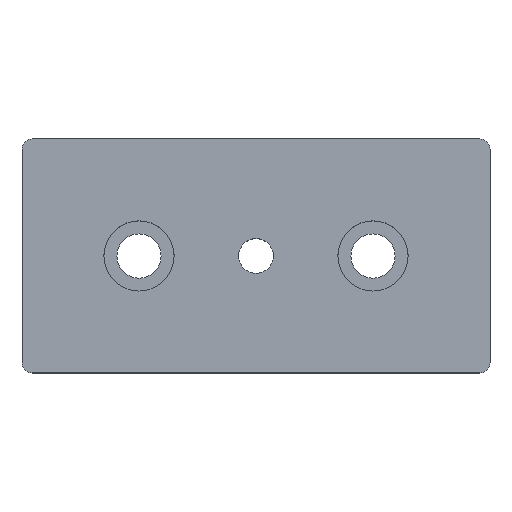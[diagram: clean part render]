
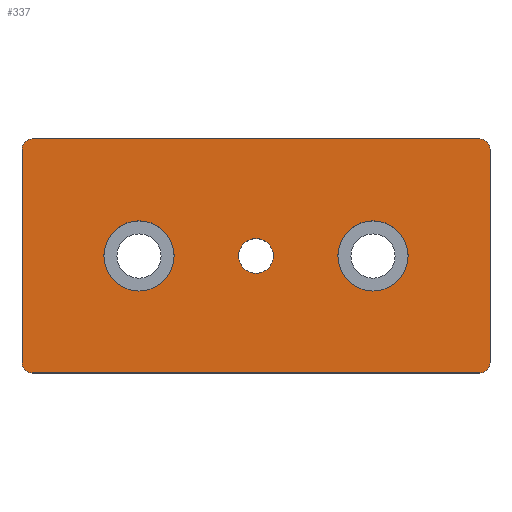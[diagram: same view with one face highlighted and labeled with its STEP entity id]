
A CAD part, top view. The second image highlights one B-rep face of the part: STEP entity #337.
In plain terms, the highlighted planar face has unit normal (0, 0, 1).
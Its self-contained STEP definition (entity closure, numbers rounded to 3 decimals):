
#21=FACE_BOUND('',#71,.T.);
#22=FACE_BOUND('',#72,.T.);
#23=FACE_BOUND('',#73,.T.);
#31=PLANE('',#399);
#48=FACE_OUTER_BOUND('',#70,.T.);
#70=EDGE_LOOP('',(#298,#299,#300,#301,#302,#303,#304,#305));
#71=EDGE_LOOP('',(#306,#307));
#72=EDGE_LOOP('',(#308,#309));
#73=EDGE_LOOP('',(#310,#311));
#85=LINE('',#579,#106);
#91=LINE('',#594,#112);
#93=LINE('',#600,#114);
#94=LINE('',#602,#115);
#106=VECTOR('',#477,10.);
#112=VECTOR('',#493,10.);
#114=VECTOR('',#501,10.);
#115=VECTOR('',#504,10.);
#116=CIRCLE('',#359,3.324);
#117=CIRCLE('',#360,3.324);
#122=CIRCLE('',#367,6.75);
#123=CIRCLE('',#368,6.75);
#129=CIRCLE('',#377,6.75);
#130=CIRCLE('',#378,6.75);
#133=CIRCLE('',#383,2.);
#138=CIRCLE('',#391,2.);
#139=CIRCLE('',#393,2.);
#140=CIRCLE('',#396,2.);
#141=VERTEX_POINT('',#509);
#142=VERTEX_POINT('',#510);
#147=VERTEX_POINT('',#524);
#148=VERTEX_POINT('',#525);
#154=VERTEX_POINT('',#543);
#155=VERTEX_POINT('',#544);
#158=VERTEX_POINT('',#555);
#159=VERTEX_POINT('',#556);
#168=VERTEX_POINT('',#578);
#169=VERTEX_POINT('',#582);
#170=VERTEX_POINT('',#586);
#171=VERTEX_POINT('',#587);
#172=VERTEX_POINT('',#592);
#173=VERTEX_POINT('',#596);
#174=EDGE_CURVE('',#141,#142,#116,.T.);
#175=EDGE_CURVE('',#142,#141,#117,.T.);
#181=EDGE_CURVE('',#147,#148,#122,.T.);
#182=EDGE_CURVE('',#148,#147,#123,.T.);
#190=EDGE_CURVE('',#154,#155,#129,.T.);
#191=EDGE_CURVE('',#155,#154,#130,.T.);
#196=EDGE_CURVE('',#158,#159,#133,.T.);
#207=EDGE_CURVE('',#168,#159,#85,.T.);
#209=EDGE_CURVE('',#168,#169,#138,.T.);
#211=EDGE_CURVE('',#170,#171,#139,.T.);
#215=EDGE_CURVE('',#170,#172,#91,.T.);
#216=EDGE_CURVE('',#173,#172,#140,.T.);
#218=EDGE_CURVE('',#173,#169,#93,.T.);
#219=EDGE_CURVE('',#158,#171,#94,.T.);
#298=ORIENTED_EDGE('',*,*,#196,.F.);
#299=ORIENTED_EDGE('',*,*,#219,.T.);
#300=ORIENTED_EDGE('',*,*,#211,.F.);
#301=ORIENTED_EDGE('',*,*,#215,.T.);
#302=ORIENTED_EDGE('',*,*,#216,.F.);
#303=ORIENTED_EDGE('',*,*,#218,.T.);
#304=ORIENTED_EDGE('',*,*,#209,.F.);
#305=ORIENTED_EDGE('',*,*,#207,.T.);
#306=ORIENTED_EDGE('',*,*,#174,.T.);
#307=ORIENTED_EDGE('',*,*,#175,.T.);
#308=ORIENTED_EDGE('',*,*,#181,.T.);
#309=ORIENTED_EDGE('',*,*,#182,.T.);
#310=ORIENTED_EDGE('',*,*,#190,.T.);
#311=ORIENTED_EDGE('',*,*,#191,.T.);
#337=ADVANCED_FACE('',(#48,#21,#22,#23),#31,.T.);
#359=AXIS2_PLACEMENT_3D('',#511,#404,#405);
#360=AXIS2_PLACEMENT_3D('',#512,#406,#407);
#367=AXIS2_PLACEMENT_3D('',#526,#421,#422);
#368=AXIS2_PLACEMENT_3D('',#527,#423,#424);
#377=AXIS2_PLACEMENT_3D('',#545,#443,#444);
#378=AXIS2_PLACEMENT_3D('',#546,#445,#446);
#383=AXIS2_PLACEMENT_3D('',#557,#457,#458);
#391=AXIS2_PLACEMENT_3D('',#583,#481,#482);
#393=AXIS2_PLACEMENT_3D('',#588,#486,#487);
#396=AXIS2_PLACEMENT_3D('',#597,#496,#497);
#399=AXIS2_PLACEMENT_3D('',#603,#505,#506);
#404=DIRECTION('center_axis',(0.,0.,-1.));
#405=DIRECTION('ref_axis',(1.,0.,0.));
#406=DIRECTION('center_axis',(0.,0.,-1.));
#407=DIRECTION('ref_axis',(1.,0.,0.));
#421=DIRECTION('center_axis',(0.,0.,-1.));
#422=DIRECTION('ref_axis',(1.,0.,0.));
#423=DIRECTION('center_axis',(0.,0.,-1.));
#424=DIRECTION('ref_axis',(1.,0.,0.));
#443=DIRECTION('center_axis',(0.,0.,-1.));
#444=DIRECTION('ref_axis',(1.,0.,0.));
#445=DIRECTION('center_axis',(0.,0.,-1.));
#446=DIRECTION('ref_axis',(1.,0.,0.));
#457=DIRECTION('center_axis',(0.,0.,-1.));
#458=DIRECTION('ref_axis',(-0.707,-0.707,0.));
#477=DIRECTION('',(0.,-1.,0.));
#481=DIRECTION('center_axis',(0.,0.,-1.));
#482=DIRECTION('ref_axis',(-0.707,0.707,0.));
#486=DIRECTION('center_axis',(0.,0.,-1.));
#487=DIRECTION('ref_axis',(0.707,-0.707,0.));
#493=DIRECTION('',(0.,1.,0.));
#496=DIRECTION('center_axis',(0.,0.,-1.));
#497=DIRECTION('ref_axis',(0.707,0.707,0.));
#501=DIRECTION('',(-1.,0.,0.));
#504=DIRECTION('',(1.,0.,0.));
#505=DIRECTION('center_axis',(0.,0.,1.));
#506=DIRECTION('ref_axis',(1.,0.,0.));
#509=CARTESIAN_POINT('',(3.324,0.,10.));
#510=CARTESIAN_POINT('',(-3.324,0.,10.));
#511=CARTESIAN_POINT('Origin',(0.,0.,10.));
#512=CARTESIAN_POINT('Origin',(0.,0.,10.));
#524=CARTESIAN_POINT('',(-15.75,0.,10.));
#525=CARTESIAN_POINT('',(-29.25,0.,10.));
#526=CARTESIAN_POINT('Origin',(-22.5,0.,10.));
#527=CARTESIAN_POINT('Origin',(-22.5,0.,10.));
#543=CARTESIAN_POINT('',(29.25,0.,10.));
#544=CARTESIAN_POINT('',(15.75,0.,10.));
#545=CARTESIAN_POINT('Origin',(22.5,0.,10.));
#546=CARTESIAN_POINT('Origin',(22.5,0.,10.));
#555=CARTESIAN_POINT('',(-43.,-22.5,10.));
#556=CARTESIAN_POINT('',(-45.,-20.5,10.));
#557=CARTESIAN_POINT('Origin',(-43.,-20.5,10.));
#578=CARTESIAN_POINT('',(-45.,20.5,10.));
#579=CARTESIAN_POINT('',(-45.,-22.5,10.));
#582=CARTESIAN_POINT('',(-43.,22.5,10.));
#583=CARTESIAN_POINT('Origin',(-43.,20.5,10.));
#586=CARTESIAN_POINT('',(45.,-20.5,10.));
#587=CARTESIAN_POINT('',(43.,-22.5,10.));
#588=CARTESIAN_POINT('Origin',(43.,-20.5,10.));
#592=CARTESIAN_POINT('',(45.,20.5,10.));
#594=CARTESIAN_POINT('',(45.,22.5,10.));
#596=CARTESIAN_POINT('',(43.,22.5,10.));
#597=CARTESIAN_POINT('Origin',(43.,20.5,10.));
#600=CARTESIAN_POINT('',(-45.,22.5,10.));
#602=CARTESIAN_POINT('',(45.,-22.5,10.));
#603=CARTESIAN_POINT('Origin',(0.,0.,10.));
